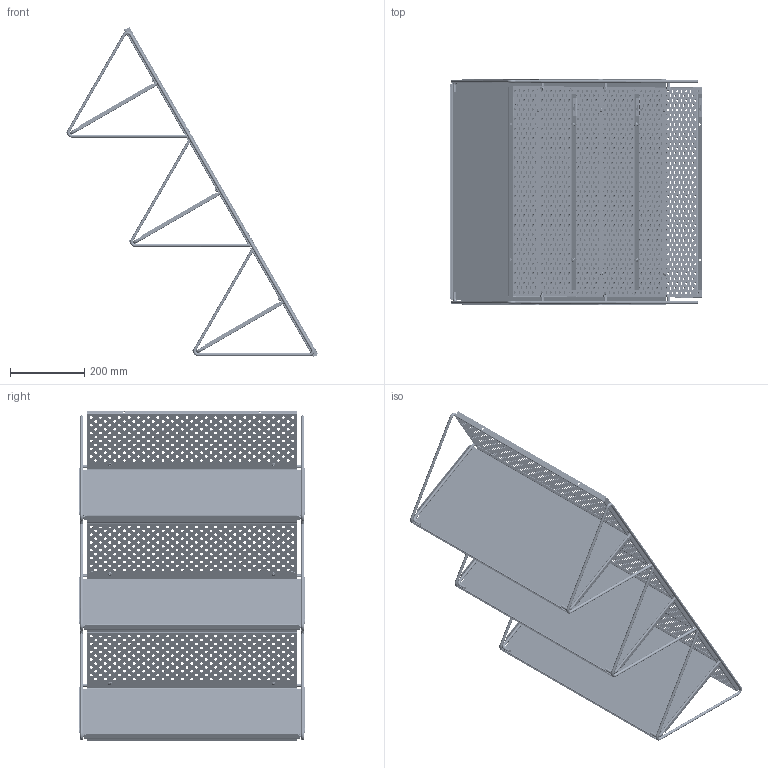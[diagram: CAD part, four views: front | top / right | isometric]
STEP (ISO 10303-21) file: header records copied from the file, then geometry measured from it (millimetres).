
FILE_DESCRIPTION (( 'STEP AP203' ), '1' );
FILE_NAME ('1710.STEP', '2023-06-15T06:49:38', ( '' ), ( '' ), 'SwSTEP 2.0', 'SolidWorks 2022', '' );
FILE_SCHEMA (( 'CONFIG_CONTROL_DESIGN' ));
Length unit declared in the file: millimetre
Products named in the file (10): Matice M6-6-A3L ISO 4032-3; 08171010; 08121013; 08171111-A; BOK D 3 pol N - 1212; 1710; 08121014; 08171021-A; Sroub M6x8-hl10_ST6,3x13-F-H; Navařovací šroub_M6
Assembly tree (42 placements, depth 3):
  1710
    08171010  x2
      BOK D 3 pol N - 1212
      08121014
      08121013
      Navařovací šroub_M6
    08171111-A  x3
    08171021-A  x3
    Matice M6-6-A3L ISO 4032-3  x16
    Sroub M6x8-hl10_ST6,3x13-F-H  x10
Bounding box: 680.96 x 608 x 891 mm (x, y, z)
Volume: 1329474.1 mm3; surface area: 2570178.6 mm2
Topology: 48 solids, 48 shells, 3437 faces, 9247 edges, 5922 vertices
Faces by surface type: cylinder 2088, plane 913, cone 284, bspline 78, torus 64, sphere 10
Full cylindrical faces by diameter (mm): 4.773 x16, 6.5 x18, 8 x1734, 10 x10
Entity records: 36441 total; most frequent: CARTESIAN_POINT 8731, DIRECTION 5405, ORIENTED_EDGE 4120, EDGE_LOOP 2762, AXIS2_PLACEMENT_3D 2452, EDGE_CURVE 2060, VERTEX_POINT 1706, FACE_OUTER_BOUND 1546
